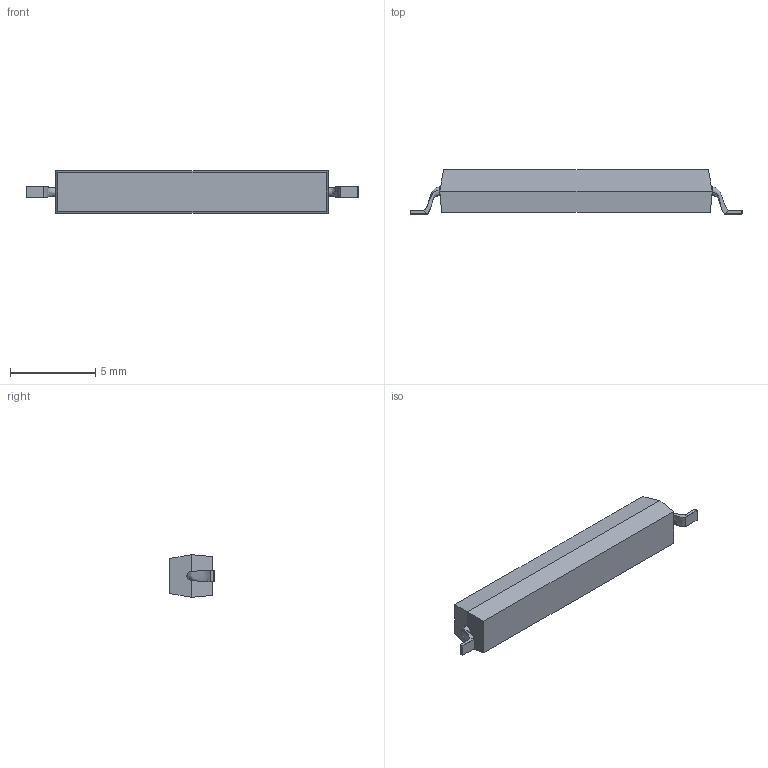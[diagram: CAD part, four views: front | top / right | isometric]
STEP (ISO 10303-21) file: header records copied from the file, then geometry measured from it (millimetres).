
FILE_DESCRIPTION (( 'STEP AP214' ), '1' );
FILE_NAME ('Standex-Meder Electronics-MK15-x-2_WEB.STEP', '2015-07-23T19:05:25', ( 'Windows User' ), ( '' ), 'SwSTEP 2.0', 'SolidWorks 2015', '' );
FILE_SCHEMA (( 'AUTOMOTIVE_DESIGN' ));
Length unit declared in the file: millimetre
Products named in the file (1): Standex-Meder Electronics-MK15-x-2_WEB
Bounding box: 19.5 x 2.6 x 2.5 mm (x, y, z)
Surface area: 168.4 mm2 (no closed solid volume)
Topology: 0 solids, 5 shells, 24 faces, 76 edges, 56 vertices
Faces by surface type: plane 20, bspline 4
Entity records: 1875 total; most frequent: CARTESIAN_POINT 1005, ORIENTED_EDGE 108, DIRECTION 94, EDGE_CURVE 76, VERTEX_POINT 56, VECTOR 52, LINE 52, UNCERTAINTY_MEASURE_WITH_UNIT 26
